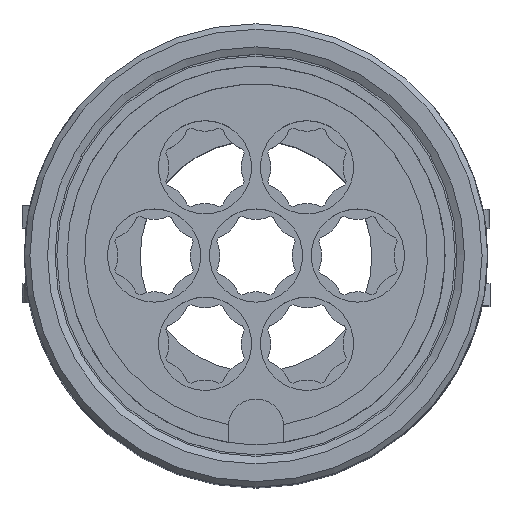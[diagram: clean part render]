
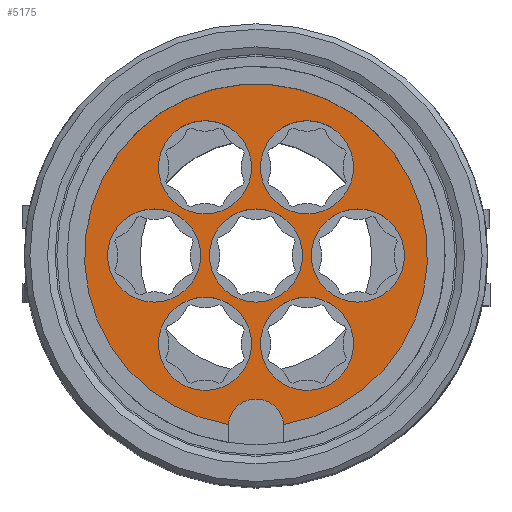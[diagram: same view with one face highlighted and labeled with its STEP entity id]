
A CAD part, top view. The second image highlights one B-rep face of the part: STEP entity #5175.
In plain terms, the highlighted planar face has unit normal (0, 0, 1).
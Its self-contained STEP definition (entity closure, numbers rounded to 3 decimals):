
#137=PLANE('',#5718);
#245=CIRCLE('',#5412,3.);
#422=CIRCLE('',#5717,18.5);
#423=CIRCLE('',#5719,5.025);
#424=CIRCLE('',#5720,5.025);
#425=CIRCLE('',#5721,5.025);
#426=CIRCLE('',#5722,5.025);
#427=CIRCLE('',#5723,5.025);
#428=CIRCLE('',#5724,5.025);
#429=CIRCLE('',#5725,5.025);
#1108=ORIENTED_EDGE('',*,*,#2519,.F.);
#1109=ORIENTED_EDGE('',*,*,#2108,.T.);
#1110=ORIENTED_EDGE('',*,*,#2522,.F.);
#1111=ORIENTED_EDGE('',*,*,#2523,.F.);
#1112=ORIENTED_EDGE('',*,*,#2524,.F.);
#1113=ORIENTED_EDGE('',*,*,#2525,.F.);
#1114=ORIENTED_EDGE('',*,*,#2526,.F.);
#1115=ORIENTED_EDGE('',*,*,#2527,.F.);
#1116=ORIENTED_EDGE('',*,*,#2528,.F.);
#2108=EDGE_CURVE('',#2849,#2851,#245,.T.);
#2519=EDGE_CURVE('',#2849,#2851,#422,.T.);
#2522=EDGE_CURVE('',#3217,#3217,#423,.F.);
#2523=EDGE_CURVE('',#3218,#3218,#424,.F.);
#2524=EDGE_CURVE('',#3219,#3219,#425,.F.);
#2525=EDGE_CURVE('',#3220,#3220,#426,.F.);
#2526=EDGE_CURVE('',#3221,#3221,#427,.F.);
#2527=EDGE_CURVE('',#3222,#3222,#428,.F.);
#2528=EDGE_CURVE('',#3223,#3223,#429,.F.);
#2849=VERTEX_POINT('',#7910);
#2851=VERTEX_POINT('',#7914);
#3217=VERTEX_POINT('',#9000);
#3218=VERTEX_POINT('',#9002);
#3219=VERTEX_POINT('',#9004);
#3220=VERTEX_POINT('',#9006);
#3221=VERTEX_POINT('',#9008);
#3222=VERTEX_POINT('',#9010);
#3223=VERTEX_POINT('',#9012);
#4169=EDGE_LOOP('',(#1108,#1109));
#4170=EDGE_LOOP('',(#1110));
#4171=EDGE_LOOP('',(#1111));
#4172=EDGE_LOOP('',(#1112));
#4173=EDGE_LOOP('',(#1113));
#4174=EDGE_LOOP('',(#1114));
#4175=EDGE_LOOP('',(#1115));
#4176=EDGE_LOOP('',(#1116));
#4615=FACE_BOUND('',#4169,.T.);
#4616=FACE_BOUND('',#4170,.T.);
#4617=FACE_BOUND('',#4171,.T.);
#4618=FACE_BOUND('',#4172,.T.);
#4619=FACE_BOUND('',#4173,.T.);
#4620=FACE_BOUND('',#4174,.T.);
#4621=FACE_BOUND('',#4175,.T.);
#4622=FACE_BOUND('',#4176,.T.);
#5175=ADVANCED_FACE('',(#4615,#4616,#4617,#4618,#4619,#4620,#4621,#4622),
#137,.F.);
#5412=AXIS2_PLACEMENT_3D('',#7915,#6140,#6141);
#5717=AXIS2_PLACEMENT_3D('',#8995,#6944,#6945);
#5718=AXIS2_PLACEMENT_3D('',#8998,#6948,#6949);
#5719=AXIS2_PLACEMENT_3D('',#8999,#6950,#6951);
#5720=AXIS2_PLACEMENT_3D('',#9001,#6952,#6953);
#5721=AXIS2_PLACEMENT_3D('',#9003,#6954,#6955);
#5722=AXIS2_PLACEMENT_3D('',#9005,#6956,#6957);
#5723=AXIS2_PLACEMENT_3D('',#9007,#6958,#6959);
#5724=AXIS2_PLACEMENT_3D('',#9009,#6960,#6961);
#5725=AXIS2_PLACEMENT_3D('',#9011,#6962,#6963);
#6140=DIRECTION('',(0.,0.,-1.));
#6141=DIRECTION('',(-1.,0.,0.));
#6944=DIRECTION('',(0.,0.,-1.));
#6945=DIRECTION('',(-1.,0.,0.));
#6948=DIRECTION('',(0.,0.,-1.));
#6949=DIRECTION('',(-1.,0.,0.));
#6950=DIRECTION('',(0.,0.,-1.));
#6951=DIRECTION('',(-1.,0.,0.));
#6952=DIRECTION('',(0.,0.,-1.));
#6953=DIRECTION('',(-1.,0.,0.));
#6954=DIRECTION('',(0.,0.,-1.));
#6955=DIRECTION('',(-1.,0.,0.));
#6956=DIRECTION('',(0.,0.,-1.));
#6957=DIRECTION('',(-1.,0.,0.));
#6958=DIRECTION('',(0.,0.,-1.));
#6959=DIRECTION('',(-1.,0.,0.));
#6960=DIRECTION('',(0.,0.,-1.));
#6961=DIRECTION('',(-1.,0.,0.));
#6962=DIRECTION('',(0.,0.,-1.));
#6963=DIRECTION('',(-1.,0.,0.));
#7910=CARTESIAN_POINT('',(-2.99,-18.257,4.7));
#7914=CARTESIAN_POINT('',(2.99,-18.257,4.7));
#7915=CARTESIAN_POINT('',(0.,-18.5,4.7));
#8995=CARTESIAN_POINT('',(0.,0.,4.7));
#8998=CARTESIAN_POINT('',(0.,0.,4.7));
#8999=CARTESIAN_POINT('',(0.,0.,4.7));
#9000=CARTESIAN_POINT('',(-5.025,0.,4.7));
#9001=CARTESIAN_POINT('',(-11.,0.,4.7));
#9002=CARTESIAN_POINT('',(-16.025,0.,4.7));
#9003=CARTESIAN_POINT('',(-5.5,9.526,4.7));
#9004=CARTESIAN_POINT('',(-10.525,9.526,4.7));
#9005=CARTESIAN_POINT('',(-5.5,-9.526,4.7));
#9006=CARTESIAN_POINT('',(-10.525,-9.526,4.7));
#9007=CARTESIAN_POINT('',(5.5,-9.526,4.7));
#9008=CARTESIAN_POINT('',(0.475,-9.526,4.7));
#9009=CARTESIAN_POINT('',(5.5,9.526,4.7));
#9010=CARTESIAN_POINT('',(0.475,9.526,4.7));
#9011=CARTESIAN_POINT('',(11.,0.,4.7));
#9012=CARTESIAN_POINT('',(5.975,0.,4.7));
